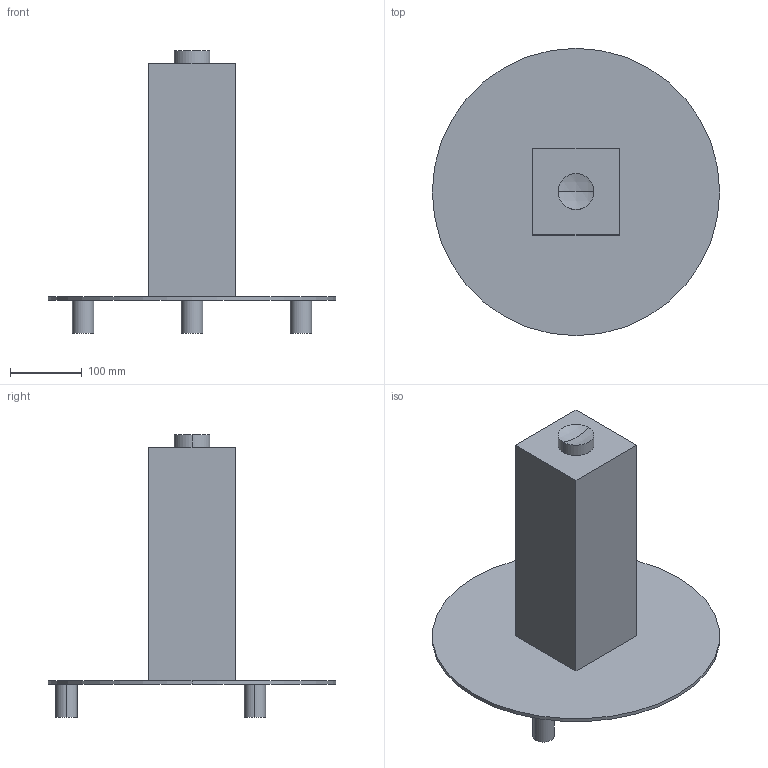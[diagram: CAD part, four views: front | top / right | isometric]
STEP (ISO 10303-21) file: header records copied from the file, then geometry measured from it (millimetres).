
FILE_DESCRIPTION (( 'STEP AP203' ), '1' );
FILE_NAME ('Stand_6.STEP', '2020-06-03T12:25:21', ( '' ), ( '' ), 'SwSTEP 2.0', 'SolidWorks 2017', '' );
FILE_SCHEMA (( 'CONFIG_CONTROL_DESIGN' ));
Length unit declared in the file: millimetre
Products named in the file (1): Stand_6
Bounding box: 400 x 400 x 393.62 mm (x, y, z)
Volume: 5435871 mm3; surface area: 429450.9 mm2
Topology: 1 solids, 1 shells, 22 faces, 44 edges, 29 vertices
Faces by surface type: cylinder 10, plane 10, sphere 2
Entity records: 659 total; most frequent: DIRECTION 112, CARTESIAN_POINT 96, ORIENTED_EDGE 88, AXIS2_PLACEMENT_3D 45, EDGE_CURVE 44, VERTEX_POINT 29, EDGE_LOOP 27, VECTOR 22
